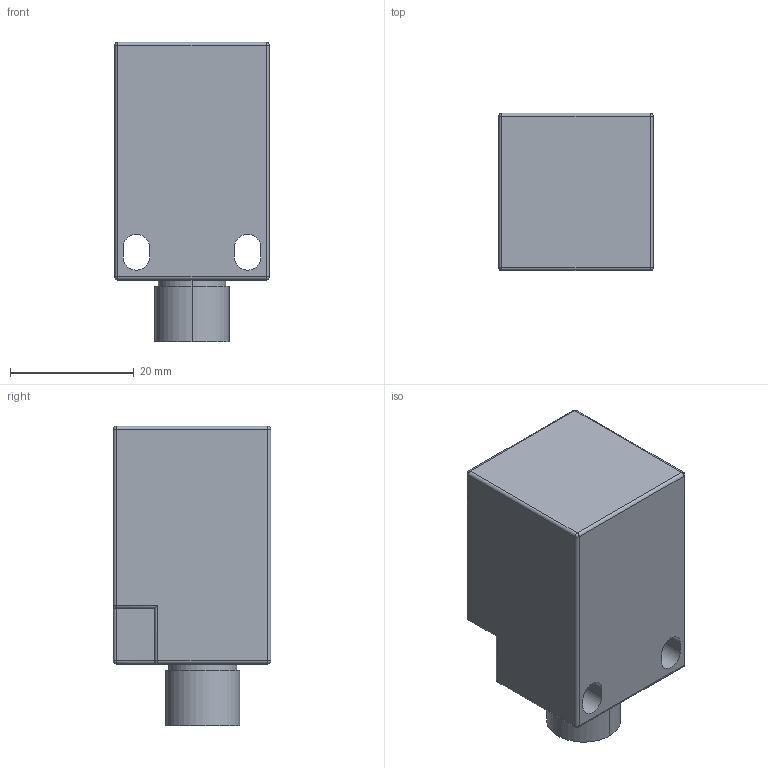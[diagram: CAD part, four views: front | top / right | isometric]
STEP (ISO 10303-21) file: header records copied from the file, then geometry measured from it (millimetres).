
FILE_DESCRIPTION((''),'2;1');
FILE_NAME('CAD0268A','2020-04-27T09:41:57',('creinig-se'),(''),'CREO PARAMETRIC BY PTC INC, 2019292','CREO PARAMETRIC BY PTC INC, 2019292','');
FILE_SCHEMA(('CONFIG_CONTROL_DESIGN','SHAPE_APPEARANCE_LAYERS_GROUPS'));
Length unit declared in the file: millimetre
Products named in the file (1): CAD0268A
Bounding box: 25 x 25.5 x 48.5 mm (x, y, z)
Volume: 23761.1 mm3; surface area: 6023.1 mm2
Topology: 1 solids, 1 shells, 62 faces, 206 edges, 144 vertices
Faces by surface type: cylinder 32, plane 18, sphere 12
Entity records: 2923 total; most frequent: DIRECTION 382, CARTESIAN_POINT 379, ORIENTED_EDGE 264, PRESENTATION_STYLE_ASSIGNMENT 214, STYLED_ITEM 208, CURVE_STYLE 201, EDGE_CURVE 132, AXIS2_PLACEMENT_3D 131
